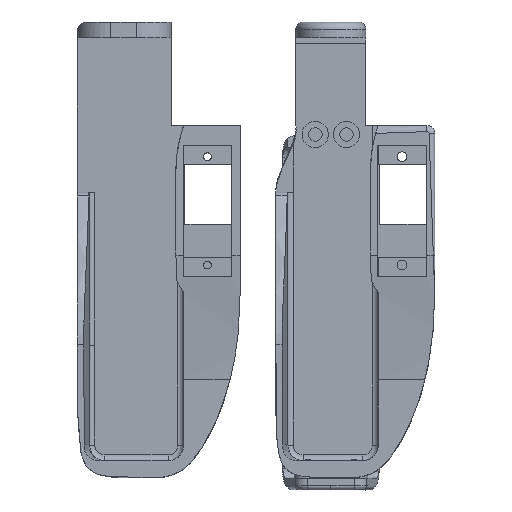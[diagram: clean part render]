
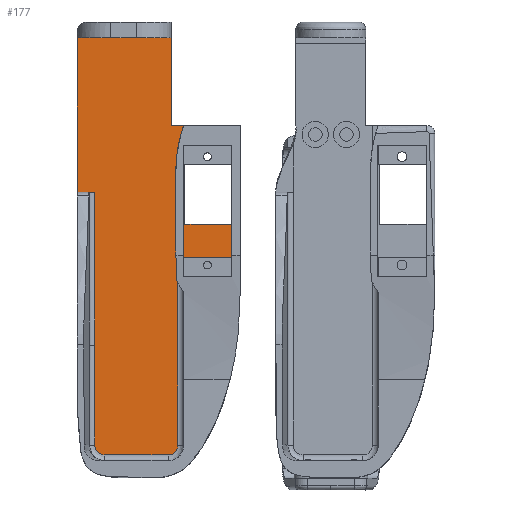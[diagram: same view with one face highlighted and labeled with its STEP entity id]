
A CAD part, top view. The second image highlights one B-rep face of the part: STEP entity #177.
In plain terms, the highlighted planar face has unit normal (0, 0, 1).
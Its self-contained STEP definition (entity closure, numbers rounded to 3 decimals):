
#177=ADVANCED_FACE('',(#429),#4085,.T.);
#429=FACE_OUTER_BOUND('',#692,.T.);
#692=EDGE_LOOP('',(#1521,#1522,#1523,#1524,#1525,#1526,#1527,#1528,#1529,
#1530,#1531,#1532,#1533,#1534,#1535,#1536,#1537,#1538,#1539,#1540));
#1521=ORIENTED_EDGE('',*,*,#2515,.T.);
#1522=ORIENTED_EDGE('',*,*,#2524,.F.);
#1523=ORIENTED_EDGE('',*,*,#2516,.T.);
#1524=ORIENTED_EDGE('',*,*,#2487,.T.);
#1525=ORIENTED_EDGE('',*,*,#2490,.T.);
#1526=ORIENTED_EDGE('',*,*,#2475,.F.);
#1527=ORIENTED_EDGE('',*,*,#2472,.T.);
#1528=ORIENTED_EDGE('',*,*,#2478,.F.);
#1529=ORIENTED_EDGE('',*,*,#2488,.T.);
#1530=ORIENTED_EDGE('',*,*,#2431,.F.);
#1531=ORIENTED_EDGE('',*,*,#2438,.F.);
#1532=ORIENTED_EDGE('',*,*,#2394,.F.);
#1533=ORIENTED_EDGE('',*,*,#2427,.F.);
#1534=ORIENTED_EDGE('',*,*,#2386,.F.);
#1535=ORIENTED_EDGE('',*,*,#2382,.F.);
#1536=ORIENTED_EDGE('',*,*,#2385,.F.);
#1537=ORIENTED_EDGE('',*,*,#2481,.F.);
#1538=ORIENTED_EDGE('',*,*,#2514,.F.);
#1539=ORIENTED_EDGE('',*,*,#2518,.F.);
#1540=ORIENTED_EDGE('',*,*,#2519,.F.);
#2382=EDGE_CURVE('',#3744,#3745,#3187,.T.);
#2385=EDGE_CURVE('',#3746,#3744,#3190,.T.);
#2386=EDGE_CURVE('',#3745,#3747,#3191,.T.);
#2394=EDGE_CURVE('',#3750,#3751,#3199,.T.);
#2427=EDGE_CURVE('',#3747,#3750,#3227,.T.);
#2431=EDGE_CURVE('',#3779,#3780,#3231,.T.);
#2438=EDGE_CURVE('',#3751,#3779,#3238,.T.);
#2472=EDGE_CURVE('',#3799,#3798,#3270,.T.);
#2475=EDGE_CURVE('',#3799,#3801,#3557,.T.);
#2478=EDGE_CURVE('',#3802,#3798,#3558,.T.);
#2481=EDGE_CURVE('',#3777,#3746,#3271,.T.);
#2487=EDGE_CURVE('',#3815,#3805,#3277,.T.);
#2488=EDGE_CURVE('',#3802,#3780,#3278,.T.);
#2490=EDGE_CURVE('',#3805,#3801,#3280,.T.);
#2514=EDGE_CURVE('',#3776,#3777,#3296,.T.);
#2515=EDGE_CURVE('',#3833,#3829,#3297,.T.);
#2516=EDGE_CURVE('',#3828,#3815,#3298,.T.);
#2518=EDGE_CURVE('',#3775,#3776,#3300,.T.);
#2519=EDGE_CURVE('',#3833,#3775,#3301,.T.);
#2524=EDGE_CURVE('',#3828,#3829,#3305,.T.);
#3187=B_SPLINE_CURVE_WITH_KNOTS('',1,(#8037,#8038),.UNSPECIFIED.,.F.,.F.,
(2,2),(0.,22.375),.UNSPECIFIED.);
#3190=B_SPLINE_CURVE_WITH_KNOTS('',1,(#8043,#8044,#8045),.UNSPECIFIED.,
 .F.,.F.,(2,1,2),(0.,5.31,12.075),.UNSPECIFIED.);
#3191=B_SPLINE_CURVE_WITH_KNOTS('',1,(#8046,#8047,#8048),.UNSPECIFIED.,
 .F.,.F.,(2,1,2),(0.,6.765,12.075),.UNSPECIFIED.);
#3199=B_SPLINE_CURVE_WITH_KNOTS('',1,(#8108,#8109),.UNSPECIFIED.,.F.,.F.,
(2,2),(0.,2.125),.UNSPECIFIED.);
#3227=B_SPLINE_CURVE_WITH_KNOTS('',1,(#8177,#8178),.UNSPECIFIED.,.F.,.F.,
(2,2),(0.,15.375),.UNSPECIFIED.);
#3231=B_SPLINE_CURVE_WITH_KNOTS('',1,(#8186,#8187,#8188,#8189),
 .UNSPECIFIED.,.F.,.F.,(2,1,1,2),(0.,7.435,14.5,16.),
 .UNSPECIFIED.);
#3238=B_SPLINE_CURVE_WITH_KNOTS('',1,(#8204,#8205),.UNSPECIFIED.,.F.,.F.,
(2,2),(0.,23.85),.UNSPECIFIED.);
#3270=B_SPLINE_CURVE_WITH_KNOTS('',1,(#8335,#8336),.UNSPECIFIED.,.F.,.F.,
(2,2),(-16.34,0.),.UNSPECIFIED.);
#3271=B_SPLINE_CURVE_WITH_KNOTS('',1,(#8377,#8378),.UNSPECIFIED.,.F.,.F.,
(2,2),(-3.,0.),.UNSPECIFIED.);
#3277=B_SPLINE_CURVE_WITH_KNOTS('',1,(#8403,#8404),.UNSPECIFIED.,.F.,.F.,
(2,2),(39.264,64.95),.UNSPECIFIED.);
#3278=B_SPLINE_CURVE_WITH_KNOTS('',1,(#8405,#8406),.UNSPECIFIED.,.F.,.F.,
(2,2),(0.,48.275),.UNSPECIFIED.);
#3280=B_SPLINE_CURVE_WITH_KNOTS('',1,(#8413,#8414),.UNSPECIFIED.,.F.,.F.,
(2,2),(-0.05,0.),.UNSPECIFIED.);
#3296=B_SPLINE_CURVE_WITH_KNOTS('',1,(#8475,#8476),.UNSPECIFIED.,.F.,.F.,
(2,2),(0.,15.545),.UNSPECIFIED.);
#3297=B_SPLINE_CURVE_WITH_KNOTS('',1,(#8477,#8478),.UNSPECIFIED.,.F.,.F.,
(2,2),(-117.825,-78.075),.UNSPECIFIED.);
#3298=B_SPLINE_CURVE_WITH_KNOTS('',1,(#8479,#8480),.UNSPECIFIED.,.F.,.F.,
(2,2),(0.,39.264),.UNSPECIFIED.);
#3300=B_SPLINE_CURVE_WITH_KNOTS('',1,(#8483,#8484),.UNSPECIFIED.,.F.,.F.,
(2,2),(0.,22.625),.UNSPECIFIED.);
#3301=B_SPLINE_CURVE_WITH_KNOTS('',1,(#8485,#8486),.UNSPECIFIED.,.F.,.F.,
(2,2),(0.408,24.578),.UNSPECIFIED.);
#3305=B_SPLINE_CURVE_WITH_KNOTS('',1,(#8499,#8500),.UNSPECIFIED.,.F.,.F.,
(2,2),(0.,4.5),.UNSPECIFIED.);
#3557=(
BOUNDED_CURVE()
B_SPLINE_CURVE(3,(#8347,#8348,#8349,#8350,#8351,#8352,#8353),
 .UNSPECIFIED.,.F.,.F.)
B_SPLINE_CURVE_WITH_KNOTS((4,1,1,1,4),(-3.927,-2.945,
-1.963,-0.982,0.),.UNSPECIFIED.)
CURVE()
GEOMETRIC_REPRESENTATION_ITEM()
RATIONAL_B_SPLINE_CURVE((1.,1.,1.,1.,1.,1.,
1.))
REPRESENTATION_ITEM('')
);
#3558=(
BOUNDED_CURVE()
B_SPLINE_CURVE(3,(#8360,#8361,#8362,#8363,#8364,#8365,#8366),
 .UNSPECIFIED.,.F.,.F.)
B_SPLINE_CURVE_WITH_KNOTS((4,1,1,1,4),(0.,0.982,1.963,
2.945,3.927),.UNSPECIFIED.)
CURVE()
GEOMETRIC_REPRESENTATION_ITEM()
RATIONAL_B_SPLINE_CURVE((1.,1.,1.,1.,1.,1.,
1.))
REPRESENTATION_ITEM('')
);
#3744=VERTEX_POINT('',#7678);
#3745=VERTEX_POINT('',#7679);
#3746=VERTEX_POINT('',#7680);
#3747=VERTEX_POINT('',#7681);
#3750=VERTEX_POINT('',#7684);
#3751=VERTEX_POINT('',#7685);
#3775=VERTEX_POINT('',#7709);
#3776=VERTEX_POINT('',#7710);
#3777=VERTEX_POINT('',#7711);
#3779=VERTEX_POINT('',#7713);
#3780=VERTEX_POINT('',#7714);
#3798=VERTEX_POINT('',#7732);
#3799=VERTEX_POINT('',#7733);
#3801=VERTEX_POINT('',#7735);
#3802=VERTEX_POINT('',#7736);
#3805=VERTEX_POINT('',#7739);
#3815=VERTEX_POINT('',#7749);
#3828=VERTEX_POINT('',#7762);
#3829=VERTEX_POINT('',#7763);
#3833=VERTEX_POINT('',#7767);
#4085=PLANE('',#4420);
#4420=AXIS2_PLACEMENT_3D('',#7478,#4753,$);
#4753=DIRECTION('',(0.,0.,1.));
#7478=CARTESIAN_POINT('',(-66.478,-155.278,-12.));
#7678=CARTESIAN_POINT('',(-37.53,-63.078,-12.));
#7679=CARTESIAN_POINT('',(-37.53,-85.453,-12.));
#7680=CARTESIAN_POINT('',(-25.455,-63.078,-12.));
#7681=CARTESIAN_POINT('',(-25.455,-85.453,-12.));
#7684=CARTESIAN_POINT('',(-25.455,-70.078,-12.));
#7685=CARTESIAN_POINT('',(-23.33,-70.078,-12.));
#7709=CARTESIAN_POINT('',(-41.,-37.453,-12.));
#7710=CARTESIAN_POINT('',(-41.,-60.078,-12.));
#7711=CARTESIAN_POINT('',(-25.455,-60.078,-12.));
#7713=CARTESIAN_POINT('',(-23.33,-93.928,-12.));
#7714=CARTESIAN_POINT('',(-39.33,-93.928,-12.));
#7732=CARTESIAN_POINT('',(-41.83,-144.703,-12.));
#7733=CARTESIAN_POINT('',(-58.17,-144.703,-12.));
#7735=CARTESIAN_POINT('',(-60.67,-142.203,-12.));
#7736=CARTESIAN_POINT('',(-39.33,-142.203,-12.));
#7739=CARTESIAN_POINT('',(-60.67,-142.153,-12.));
#7749=CARTESIAN_POINT('',(-60.67,-116.467,-12.));
#7762=CARTESIAN_POINT('',(-60.67,-77.203,-12.));
#7763=CARTESIAN_POINT('',(-65.17,-77.203,-12.));
#7767=CARTESIAN_POINT('',(-65.17,-37.453,-12.));
#8037=CARTESIAN_POINT('',(-37.53,-63.078,-12.));
#8038=CARTESIAN_POINT('',(-37.53,-85.453,-12.));
#8043=CARTESIAN_POINT('',(-25.455,-63.078,-12.));
#8044=CARTESIAN_POINT('',(-30.765,-63.078,-12.));
#8045=CARTESIAN_POINT('',(-37.53,-63.078,-12.));
#8046=CARTESIAN_POINT('',(-37.53,-85.453,-12.));
#8047=CARTESIAN_POINT('',(-30.765,-85.453,-12.));
#8048=CARTESIAN_POINT('',(-25.455,-85.453,-12.));
#8108=CARTESIAN_POINT('',(-25.455,-70.078,-12.));
#8109=CARTESIAN_POINT('',(-23.33,-70.078,-12.));
#8177=CARTESIAN_POINT('',(-25.455,-85.453,-12.));
#8178=CARTESIAN_POINT('',(-25.455,-70.078,-12.));
#8186=CARTESIAN_POINT('',(-23.33,-93.928,-12.));
#8187=CARTESIAN_POINT('',(-30.765,-93.928,-12.));
#8188=CARTESIAN_POINT('',(-37.83,-93.928,-12.));
#8189=CARTESIAN_POINT('',(-39.33,-93.928,-12.));
#8204=CARTESIAN_POINT('',(-23.33,-70.078,-12.));
#8205=CARTESIAN_POINT('',(-23.33,-93.928,-12.));
#8335=CARTESIAN_POINT('',(-58.17,-144.703,-12.));
#8336=CARTESIAN_POINT('',(-41.83,-144.703,-12.));
#8347=CARTESIAN_POINT('',(-58.17,-144.703,-12.));
#8348=CARTESIAN_POINT('',(-58.497,-144.704,-12.));
#8349=CARTESIAN_POINT('',(-59.152,-144.573,-12.));
#8350=CARTESIAN_POINT('',(-59.984,-144.017,-12.));
#8351=CARTESIAN_POINT('',(-60.54,-143.185,-12.));
#8352=CARTESIAN_POINT('',(-60.67,-142.531,-12.));
#8353=CARTESIAN_POINT('',(-60.67,-142.203,-12.));
#8360=CARTESIAN_POINT('',(-39.33,-142.203,-12.));
#8361=CARTESIAN_POINT('',(-39.33,-142.531,-12.));
#8362=CARTESIAN_POINT('',(-39.46,-143.185,-12.));
#8363=CARTESIAN_POINT('',(-40.016,-144.017,-12.));
#8364=CARTESIAN_POINT('',(-40.848,-144.573,-12.));
#8365=CARTESIAN_POINT('',(-41.503,-144.704,-12.));
#8366=CARTESIAN_POINT('',(-41.83,-144.703,-12.));
#8377=CARTESIAN_POINT('',(-25.455,-60.078,-12.));
#8378=CARTESIAN_POINT('',(-25.455,-63.078,-12.));
#8403=CARTESIAN_POINT('',(-60.67,-116.467,-12.));
#8404=CARTESIAN_POINT('',(-60.67,-142.153,-12.));
#8405=CARTESIAN_POINT('',(-39.33,-142.203,-12.));
#8406=CARTESIAN_POINT('',(-39.33,-93.928,-12.));
#8413=CARTESIAN_POINT('',(-60.67,-142.153,-12.));
#8414=CARTESIAN_POINT('',(-60.67,-142.203,-12.));
#8475=CARTESIAN_POINT('',(-41.,-60.078,-12.));
#8476=CARTESIAN_POINT('',(-25.455,-60.078,-12.));
#8477=CARTESIAN_POINT('',(-65.17,-37.453,-12.));
#8478=CARTESIAN_POINT('',(-65.17,-77.203,-12.));
#8479=CARTESIAN_POINT('',(-60.67,-77.203,-12.));
#8480=CARTESIAN_POINT('',(-60.67,-116.467,-12.));
#8483=CARTESIAN_POINT('',(-41.,-37.453,-12.));
#8484=CARTESIAN_POINT('',(-41.,-60.078,-12.));
#8485=CARTESIAN_POINT('',(-65.17,-37.453,-12.));
#8486=CARTESIAN_POINT('',(-41.,-37.453,-12.));
#8499=CARTESIAN_POINT('',(-60.67,-77.203,-12.));
#8500=CARTESIAN_POINT('',(-65.17,-77.203,-12.));
